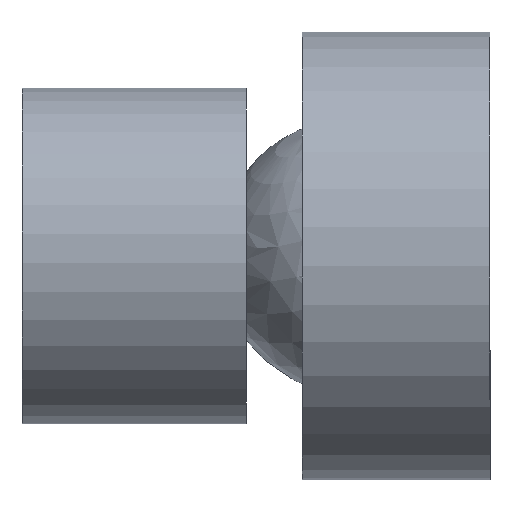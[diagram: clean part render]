
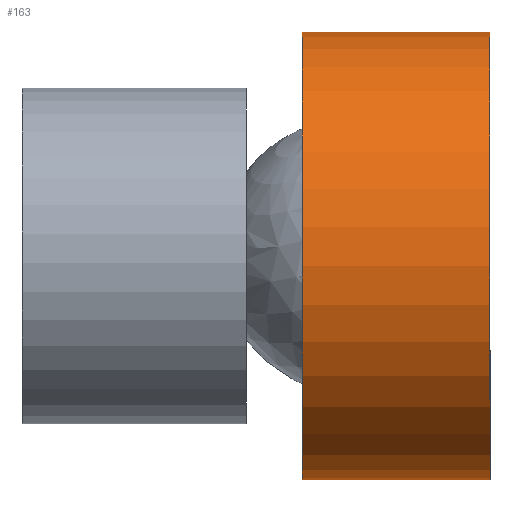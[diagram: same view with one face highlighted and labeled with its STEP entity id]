
A CAD part, front view. The second image highlights one B-rep face of the part: STEP entity #163.
In plain terms, the highlighted cylindrical face has radius 4 mm (diameter 8 mm), a full revolution.
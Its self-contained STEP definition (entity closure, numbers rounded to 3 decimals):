
#21=LINE('',#301,#27);
#27=VECTOR('',#257,4.);
#32=CYLINDRICAL_SURFACE('',#201,4.);
#52=FACE_OUTER_BOUND('',#68,.T.);
#68=EDGE_LOOP('',(#147,#148,#149,#150,#151));
#76=CIRCLE('',#190,4.);
#77=CIRCLE('',#191,4.);
#78=CIRCLE('',#193,4.);
#89=VERTEX_POINT('',#279);
#90=VERTEX_POINT('',#280);
#91=VERTEX_POINT('',#285);
#103=EDGE_CURVE('',#89,#90,#76,.T.);
#105=EDGE_CURVE('',#90,#89,#77,.T.);
#106=EDGE_CURVE('',#91,#91,#78,.T.);
#113=EDGE_CURVE('',#91,#89,#21,.T.);
#147=ORIENTED_EDGE('',*,*,#106,.F.);
#148=ORIENTED_EDGE('',*,*,#113,.T.);
#149=ORIENTED_EDGE('',*,*,#105,.F.);
#150=ORIENTED_EDGE('',*,*,#103,.F.);
#151=ORIENTED_EDGE('',*,*,#113,.F.);
#163=ADVANCED_FACE('',(#52),#32,.T.);
#190=AXIS2_PLACEMENT_3D('',#281,#229,#230);
#191=AXIS2_PLACEMENT_3D('',#283,#232,#233);
#193=AXIS2_PLACEMENT_3D('',#286,#236,#237);
#201=AXIS2_PLACEMENT_3D('',#300,#255,#256);
#229=DIRECTION('center_axis',(-1.,0.,0.));
#230=DIRECTION('ref_axis',(0.,0.924,0.383));
#232=DIRECTION('center_axis',(-1.,0.,0.));
#233=DIRECTION('ref_axis',(0.,0.924,0.383));
#236=DIRECTION('center_axis',(1.,0.,0.));
#237=DIRECTION('ref_axis',(0.,1.,0.));
#255=DIRECTION('center_axis',(1.,0.,0.));
#256=DIRECTION('ref_axis',(0.,-0.924,-0.383));
#257=DIRECTION('',(-1.,0.,0.));
#279=CARTESIAN_POINT('',(-12.51,-10.164,121.728));
#280=CARTESIAN_POINT('',(-12.51,-17.555,118.667));
#281=CARTESIAN_POINT('Origin',(-12.51,-13.859,120.197));
#283=CARTESIAN_POINT('Origin',(-12.51,-13.859,120.197));
#285=CARTESIAN_POINT('',(-9.16,-10.164,121.728));
#286=CARTESIAN_POINT('Origin',(-9.16,-13.859,120.197));
#300=CARTESIAN_POINT('Origin',(-13.51,-13.859,120.197));
#301=CARTESIAN_POINT('',(-13.51,-10.164,121.728));
